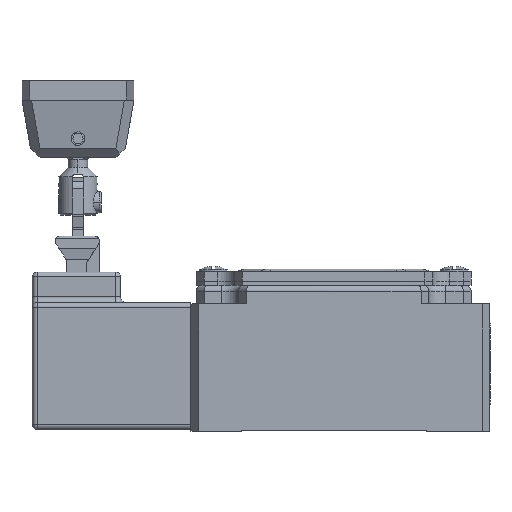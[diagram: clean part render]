
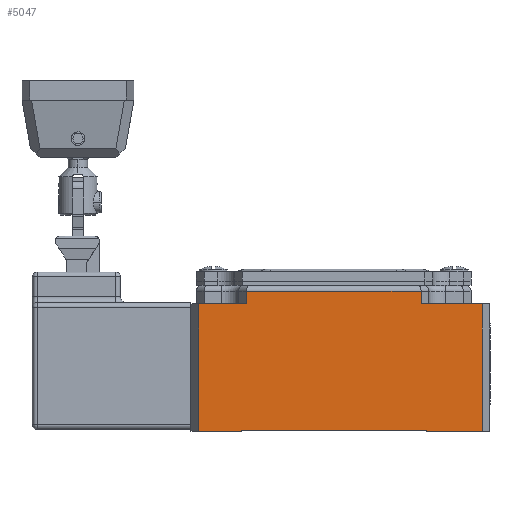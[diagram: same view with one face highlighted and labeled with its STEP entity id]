
A CAD part, left-side view. The second image highlights one B-rep face of the part: STEP entity #5047.
In plain terms, the highlighted planar face has unit normal (-1, 0, 0).
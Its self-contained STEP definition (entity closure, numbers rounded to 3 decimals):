
#95=DIRECTION('',(0.,-1.,0.));
#96=VECTOR('',#95,11.);
#97=CARTESIAN_POINT('',(-20.,75.5,0.));
#98=LINE('',#97,#96);
#137=DIRECTION('',(0.,-1.,0.));
#138=VECTOR('',#137,14.5);
#139=CARTESIAN_POINT('',(-20.,16.5,0.));
#140=LINE('',#139,#138);
#259=DIRECTION('',(0.,1.,0.));
#260=VECTOR('',#259,12.35);
#261=CARTESIAN_POINT('',(-20.,63.15,33.));
#262=LINE('',#261,#260);
#325=DIRECTION('',(0.,1.,0.));
#326=VECTOR('',#325,15.85);
#327=CARTESIAN_POINT('',(-20.,2.,33.));
#328=LINE('',#327,#326);
#967=DIRECTION('',(0.,-1.,0.));
#968=VECTOR('',#967,45.3);
#969=CARTESIAN_POINT('',(-20.,63.15,36.3));
#970=LINE('',#969,#968);
#971=DIRECTION('',(0.,0.,-1.));
#972=VECTOR('',#971,3.3);
#973=CARTESIAN_POINT('',(-20.,17.85,36.3));
#974=LINE('',#973,#972);
#975=DIRECTION('',(0.,0.,-1.));
#976=VECTOR('',#975,33.);
#977=CARTESIAN_POINT('',(-20.,2.,33.));
#978=LINE('',#977,#976);
#979=DIRECTION('',(0.,0.,1.));
#980=VECTOR('',#979,0.3);
#981=CARTESIAN_POINT('',(-20.,16.5,0.));
#982=LINE('',#981,#980);
#983=DIRECTION('',(0.,-1.,0.));
#984=VECTOR('',#983,48.);
#985=CARTESIAN_POINT('',(-20.,64.5,0.3));
#986=LINE('',#985,#984);
#987=DIRECTION('',(0.,0.,1.));
#988=VECTOR('',#987,0.3);
#989=CARTESIAN_POINT('',(-20.,64.5,0.));
#990=LINE('',#989,#988);
#991=DIRECTION('',(0.,0.,-1.));
#992=VECTOR('',#991,33.);
#993=CARTESIAN_POINT('',(-20.,75.5,33.));
#994=LINE('',#993,#992);
#995=DIRECTION('',(0.,0.,-1.));
#996=VECTOR('',#995,3.3);
#997=CARTESIAN_POINT('',(-20.,63.15,36.3));
#998=LINE('',#997,#996);
#3413=CARTESIAN_POINT('',(-20.,75.5,0.));
#3415=VERTEX_POINT('',#3413);
#3419=CARTESIAN_POINT('',(-20.,75.5,33.));
#3420=VERTEX_POINT('',#3419);
#3422=CARTESIAN_POINT('',(-20.,2.,0.));
#3424=VERTEX_POINT('',#3422);
#3425=CARTESIAN_POINT('',(-20.,2.,33.));
#3426=VERTEX_POINT('',#3425);
#3561=CARTESIAN_POINT('',(-20.,16.5,0.));
#3562=VERTEX_POINT('',#3561);
#3563=CARTESIAN_POINT('',(-20.,64.5,0.));
#3565=VERTEX_POINT('',#3563);
#3585=CARTESIAN_POINT('',(-20.,64.5,0.3));
#3586=CARTESIAN_POINT('',(-20.,16.5,0.3));
#3587=VERTEX_POINT('',#3585);
#3588=VERTEX_POINT('',#3586);
#3633=CARTESIAN_POINT('',(-20.,17.85,33.));
#3634=VERTEX_POINT('',#3633);
#3635=CARTESIAN_POINT('',(-20.,63.15,33.));
#3636=VERTEX_POINT('',#3635);
#3691=CARTESIAN_POINT('',(-20.,63.15,36.3));
#3692=VERTEX_POINT('',#3691);
#3693=CARTESIAN_POINT('',(-20.,17.85,36.3));
#3694=VERTEX_POINT('',#3693);
#5021=CARTESIAN_POINT('',(-20.,77.5,0.));
#5022=DIRECTION('',(-1.,0.,0.));
#5023=DIRECTION('',(0.,-1.,0.));
#5024=AXIS2_PLACEMENT_3D('',#5021,#5022,#5023);
#5025=PLANE('',#5024);
#5027=ORIENTED_EDGE('',*,*,#5026,.T.);
#5029=ORIENTED_EDGE('',*,*,#5028,.T.);
#5030=ORIENTED_EDGE('',*,*,#4302,.F.);
#5032=ORIENTED_EDGE('',*,*,#5031,.T.);
#5033=ORIENTED_EDGE('',*,*,#4120,.F.);
#5035=ORIENTED_EDGE('',*,*,#5034,.T.);
#5037=ORIENTED_EDGE('',*,*,#5036,.F.);
#5039=ORIENTED_EDGE('',*,*,#5038,.F.);
#5040=ORIENTED_EDGE('',*,*,#4082,.F.);
#5041=ORIENTED_EDGE('',*,*,#5016,.F.);
#5042=ORIENTED_EDGE('',*,*,#4242,.F.);
#5044=ORIENTED_EDGE('',*,*,#5043,.F.);
#5045=EDGE_LOOP('',(#5027,#5029,#5030,#5032,#5033,#5035,#5037,#5039,#5040,#5041,
#5042,#5044));
#5046=FACE_OUTER_BOUND('',#5045,.F.);
#5047=ADVANCED_FACE('',(#5046),#5025,.T.);
#4082=EDGE_CURVE('',#3415,#3565,#98,.T.);
#4120=EDGE_CURVE('',#3562,#3424,#140,.T.);
#4242=EDGE_CURVE('',#3636,#3420,#262,.T.);
#4302=EDGE_CURVE('',#3426,#3634,#328,.T.);
#5016=EDGE_CURVE('',#3420,#3415,#994,.T.);
#5026=EDGE_CURVE('',#3692,#3694,#970,.T.);
#5028=EDGE_CURVE('',#3694,#3634,#974,.T.);
#5031=EDGE_CURVE('',#3426,#3424,#978,.T.);
#5034=EDGE_CURVE('',#3562,#3588,#982,.T.);
#5036=EDGE_CURVE('',#3587,#3588,#986,.T.);
#5038=EDGE_CURVE('',#3565,#3587,#990,.T.);
#5043=EDGE_CURVE('',#3692,#3636,#998,.T.);
